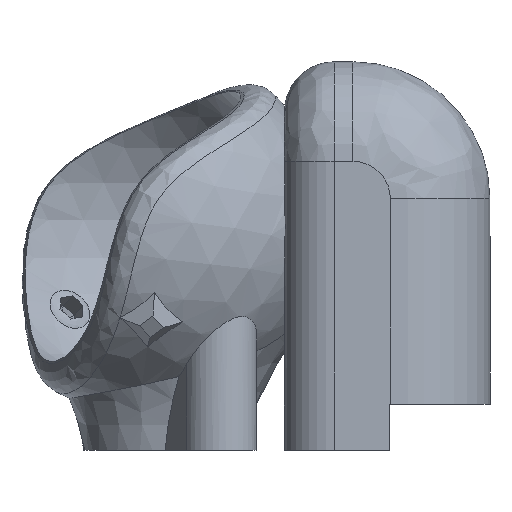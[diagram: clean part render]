
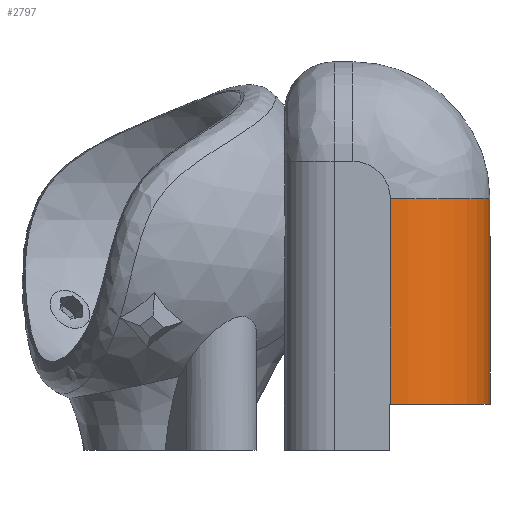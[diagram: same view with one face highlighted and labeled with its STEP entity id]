
A CAD part, front view. The second image highlights one B-rep face of the part: STEP entity #2797.
In plain terms, the highlighted cylindrical face has radius 8 mm (diameter 16 mm), a partial arc.
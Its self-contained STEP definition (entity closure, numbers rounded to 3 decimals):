
#35=CYLINDRICAL_SURFACE('',#2999,8.);
#60=LINE('',#4253,#345);
#104=LINE('',#7725,#389);
#345=VECTOR('',#3173,16.5);
#389=VECTOR('',#3333,16.5);
#745=FACE_OUTER_BOUND('',#904,.T.);
#904=EDGE_LOOP('',(#2031,#2032,#2033,#2034));
#1032=CIRCLE('',#2945,8.);
#1064=CIRCLE('',#2986,8.);
#1116=VERTEX_POINT('',#4250);
#1117=VERTEX_POINT('',#4252);
#1124=VERTEX_POINT('',#4272);
#1195=VERTEX_POINT('',#7694);
#1398=EDGE_CURVE('',#1116,#1117,#60,.T.);
#1408=EDGE_CURVE('',#1117,#1124,#1032,.T.);
#1502=EDGE_CURVE('',#1195,#1116,#1064,.T.);
#1514=EDGE_CURVE('',#1124,#1195,#104,.T.);
#2031=ORIENTED_EDGE('',*,*,#1408,.F.);
#2032=ORIENTED_EDGE('',*,*,#1398,.F.);
#2033=ORIENTED_EDGE('',*,*,#1502,.F.);
#2034=ORIENTED_EDGE('',*,*,#1514,.F.);
#2797=ADVANCED_FACE('',(#745),#35,.T.);
#2945=AXIS2_PLACEMENT_3D('',#4273,#3191,#3192);
#2986=AXIS2_PLACEMENT_3D('',#7695,#3304,#3305);
#2999=AXIS2_PLACEMENT_3D('',#7729,#3338,#3339);
#3173=DIRECTION('',(0.,0.,-1.));
#3191=DIRECTION('center_axis',(0.,0.,-1.));
#3192=DIRECTION('ref_axis',(1.,0.,0.));
#3304=DIRECTION('center_axis',(0.,0.,1.));
#3305=DIRECTION('ref_axis',(1.,0.,0.));
#3333=DIRECTION('',(0.,0.,1.));
#3338=DIRECTION('center_axis',(0.,0.,1.));
#3339=DIRECTION('ref_axis',(1.,0.,0.));
#4250=CARTESIAN_POINT('',(27.963,-5.,2.2));
#4252=CARTESIAN_POINT('',(27.963,-5.,-14.3));
#4253=CARTESIAN_POINT('',(27.963,-5.,2.2));
#4272=CARTESIAN_POINT('',(19.963,-13.,-14.3));
#4273=CARTESIAN_POINT('Origin',(19.963,-5.,-14.3));
#7694=CARTESIAN_POINT('',(19.963,-13.,2.2));
#7695=CARTESIAN_POINT('Origin',(19.963,-5.,2.2));
#7725=CARTESIAN_POINT('',(19.963,-13.,-14.3));
#7729=CARTESIAN_POINT('Origin',(19.963,-5.,-18.));
